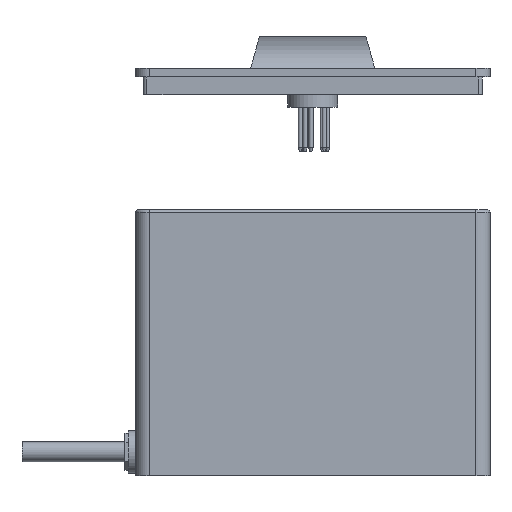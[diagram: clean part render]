
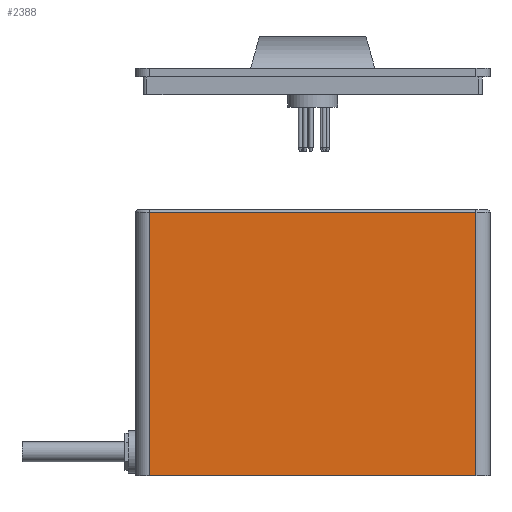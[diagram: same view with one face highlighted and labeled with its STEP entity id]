
A CAD part, front view. The second image highlights one B-rep face of the part: STEP entity #2388.
In plain terms, the highlighted planar face has unit normal (0, -1, 0).
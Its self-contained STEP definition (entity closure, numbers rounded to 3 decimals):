
#1187 = CYLINDRICAL_SURFACE('',#1188,1.5);
#1188 = AXIS2_PLACEMENT_3D('',#1189,#1190,#1191);
#1189 = CARTESIAN_POINT('',(92.,-73.5,148.5));
#1190 = DIRECTION('',(-1.,-0.,-0.));
#1191 = DIRECTION('',(0.,-1.,0.));
#1663 = CYLINDRICAL_SURFACE('',#1664,8.);
#1664 = AXIS2_PLACEMENT_3D('',#1665,#1666,#1667);
#1665 = CARTESIAN_POINT('',(-92.,-67.,0.));
#1666 = DIRECTION('',(0.,0.,1.));
#1667 = DIRECTION('',(-1.,-0.,0.));
#1691 = PLANE('',#1692);
#1692 = AXIS2_PLACEMENT_3D('',#1693,#1694,#1695);
#1693 = CARTESIAN_POINT('',(-100.,-75.,0.));
#1694 = DIRECTION('',(0.,0.,1.));
#1695 = DIRECTION('',(1.,0.,0.));
#1808 = VERTEX_POINT('',#1809);
#1809 = CARTESIAN_POINT('',(-92.,-75.,148.5));
#1910 = VERTEX_POINT('',#1911);
#1911 = CARTESIAN_POINT('',(92.,-75.,148.5));
#1935 = EDGE_CURVE('',#1910,#1808,#1936,.T.);
#1936 = SURFACE_CURVE('',#1937,(#1941,#1948),.PCURVE_S1.);
#1937 = LINE('',#1938,#1939);
#1938 = CARTESIAN_POINT('',(92.,-75.,148.5));
#1939 = VECTOR('',#1940,1.);
#1940 = DIRECTION('',(-1.,-0.,-0.));
#1941 = PCURVE('',#1187,#1942);
#1942 = DEFINITIONAL_REPRESENTATION('',(#1943),#1947);
#1943 = LINE('',#1944,#1945);
#1944 = CARTESIAN_POINT('',(0.,0.));
#1945 = VECTOR('',#1946,1.);
#1946 = DIRECTION('',(0.,1.));
#1947 = ( GEOMETRIC_REPRESENTATION_CONTEXT(2) 
PARAMETRIC_REPRESENTATION_CONTEXT() REPRESENTATION_CONTEXT('2D SPACE',''
  ) );
#1948 = PCURVE('',#1949,#1954);
#1949 = PLANE('',#1950);
#1950 = AXIS2_PLACEMENT_3D('',#1951,#1952,#1953);
#1951 = CARTESIAN_POINT('',(-100.,-75.,0.));
#1952 = DIRECTION('',(0.,1.,0.));
#1953 = DIRECTION('',(0.,0.,1.));
#1954 = DEFINITIONAL_REPRESENTATION('',(#1955),#1959);
#1955 = LINE('',#1956,#1957);
#1956 = CARTESIAN_POINT('',(148.5,192.));
#1957 = VECTOR('',#1958,1.);
#1958 = DIRECTION('',(0.,-1.));
#1959 = ( GEOMETRIC_REPRESENTATION_CONTEXT(2) 
PARAMETRIC_REPRESENTATION_CONTEXT() REPRESENTATION_CONTEXT('2D SPACE',''
  ) );
#2058 = CYLINDRICAL_SURFACE('',#2059,8.);
#2059 = AXIS2_PLACEMENT_3D('',#2060,#2061,#2062);
#2060 = CARTESIAN_POINT('',(92.,-67.,0.));
#2061 = DIRECTION('',(0.,0.,1.));
#2062 = DIRECTION('',(1.,0.,-0.));
#2165 = VERTEX_POINT('',#2166);
#2166 = CARTESIAN_POINT('',(-92.,-75.,0.));
#2188 = EDGE_CURVE('',#2165,#1808,#2189,.T.);
#2189 = SURFACE_CURVE('',#2190,(#2194,#2201),.PCURVE_S1.);
#2190 = LINE('',#2191,#2192);
#2191 = CARTESIAN_POINT('',(-92.,-75.,0.));
#2192 = VECTOR('',#2193,1.);
#2193 = DIRECTION('',(0.,0.,1.));
#2194 = PCURVE('',#1663,#2195);
#2195 = DEFINITIONAL_REPRESENTATION('',(#2196),#2200);
#2196 = LINE('',#2197,#2198);
#2197 = CARTESIAN_POINT('',(1.571,0.));
#2198 = VECTOR('',#2199,1.);
#2199 = DIRECTION('',(0.,1.));
#2200 = ( GEOMETRIC_REPRESENTATION_CONTEXT(2) 
PARAMETRIC_REPRESENTATION_CONTEXT() REPRESENTATION_CONTEXT('2D SPACE',''
  ) );
#2201 = PCURVE('',#1949,#2202);
#2202 = DEFINITIONAL_REPRESENTATION('',(#2203),#2207);
#2203 = LINE('',#2204,#2205);
#2204 = CARTESIAN_POINT('',(0.,8.));
#2205 = VECTOR('',#2206,1.);
#2206 = DIRECTION('',(1.,0.));
#2207 = ( GEOMETRIC_REPRESENTATION_CONTEXT(2) 
PARAMETRIC_REPRESENTATION_CONTEXT() REPRESENTATION_CONTEXT('2D SPACE',''
  ) );
#2215 = EDGE_CURVE('',#2165,#2216,#2218,.T.);
#2216 = VERTEX_POINT('',#2217);
#2217 = CARTESIAN_POINT('',(92.,-75.,0.));
#2218 = SURFACE_CURVE('',#2219,(#2223,#2230),.PCURVE_S1.);
#2219 = LINE('',#2220,#2221);
#2220 = CARTESIAN_POINT('',(-100.,-75.,0.));
#2221 = VECTOR('',#2222,1.);
#2222 = DIRECTION('',(1.,0.,0.));
#2223 = PCURVE('',#1691,#2224);
#2224 = DEFINITIONAL_REPRESENTATION('',(#2225),#2229);
#2225 = LINE('',#2226,#2227);
#2226 = CARTESIAN_POINT('',(0.,0.));
#2227 = VECTOR('',#2228,1.);
#2228 = DIRECTION('',(1.,0.));
#2229 = ( GEOMETRIC_REPRESENTATION_CONTEXT(2) 
PARAMETRIC_REPRESENTATION_CONTEXT() REPRESENTATION_CONTEXT('2D SPACE',''
  ) );
#2230 = PCURVE('',#1949,#2231);
#2231 = DEFINITIONAL_REPRESENTATION('',(#2232),#2236);
#2232 = LINE('',#2233,#2234);
#2233 = CARTESIAN_POINT('',(0.,0.));
#2234 = VECTOR('',#2235,1.);
#2235 = DIRECTION('',(0.,1.));
#2236 = ( GEOMETRIC_REPRESENTATION_CONTEXT(2) 
PARAMETRIC_REPRESENTATION_CONTEXT() REPRESENTATION_CONTEXT('2D SPACE',''
  ) );
#2388 = ADVANCED_FACE('',(#2389),#1949,.F.);
#2389 = FACE_BOUND('',#2390,.F.);
#2390 = EDGE_LOOP('',(#2391,#2392,#2393,#2414));
#2391 = ORIENTED_EDGE('',*,*,#2188,.T.);
#2392 = ORIENTED_EDGE('',*,*,#1935,.F.);
#2393 = ORIENTED_EDGE('',*,*,#2394,.F.);
#2394 = EDGE_CURVE('',#2216,#1910,#2395,.T.);
#2395 = SURFACE_CURVE('',#2396,(#2400,#2407),.PCURVE_S1.);
#2396 = LINE('',#2397,#2398);
#2397 = CARTESIAN_POINT('',(92.,-75.,0.));
#2398 = VECTOR('',#2399,1.);
#2399 = DIRECTION('',(0.,0.,1.));
#2400 = PCURVE('',#1949,#2401);
#2401 = DEFINITIONAL_REPRESENTATION('',(#2402),#2406);
#2402 = LINE('',#2403,#2404);
#2403 = CARTESIAN_POINT('',(0.,192.));
#2404 = VECTOR('',#2405,1.);
#2405 = DIRECTION('',(1.,0.));
#2406 = ( GEOMETRIC_REPRESENTATION_CONTEXT(2) 
PARAMETRIC_REPRESENTATION_CONTEXT() REPRESENTATION_CONTEXT('2D SPACE',''
  ) );
#2407 = PCURVE('',#2058,#2408);
#2408 = DEFINITIONAL_REPRESENTATION('',(#2409),#2413);
#2409 = LINE('',#2410,#2411);
#2410 = CARTESIAN_POINT('',(-1.571,0.));
#2411 = VECTOR('',#2412,1.);
#2412 = DIRECTION('',(-0.,1.));
#2413 = ( GEOMETRIC_REPRESENTATION_CONTEXT(2) 
PARAMETRIC_REPRESENTATION_CONTEXT() REPRESENTATION_CONTEXT('2D SPACE',''
  ) );
#2414 = ORIENTED_EDGE('',*,*,#2215,.F.);
